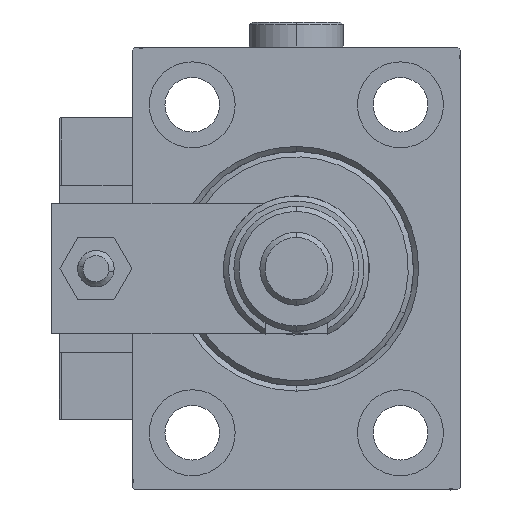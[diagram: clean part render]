
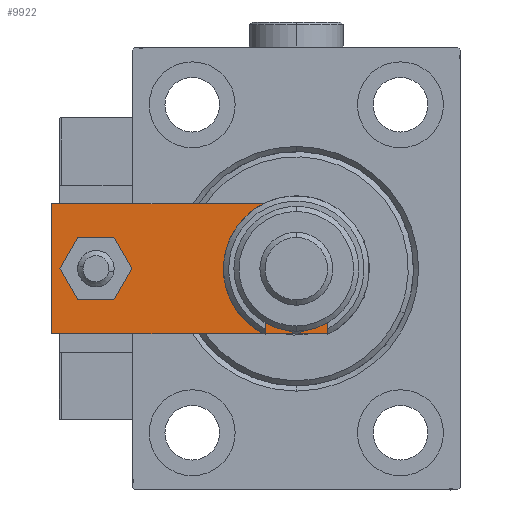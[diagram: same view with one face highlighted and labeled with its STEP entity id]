
A CAD part, left-side view. The second image highlights one B-rep face of the part: STEP entity #9922.
In plain terms, the highlighted face is planar.
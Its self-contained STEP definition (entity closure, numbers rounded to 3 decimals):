
#2960 = DIRECTION ( 'NONE',  ( 0., 0., 1. ) ) ;
#3055 = CARTESIAN_POINT ( 'NONE',  ( 5.5, 0., 6. ) ) ;
#4067 = CARTESIAN_POINT ( 'NONE',  ( -2.75, -2.75, 6. ) ) ;
#4472 = ORIENTED_EDGE ( 'NONE', *, *, #34315, .T. ) ;
#6372 = LINE ( 'NONE', #18489, #16791 ) ;
#6915 = VECTOR ( 'NONE', #12095, 1000. ) ;
#7852 = VERTEX_POINT ( 'NONE', #47204 ) ;
#7962 = CARTESIAN_POINT ( 'NONE',  ( -12.5, 60., 6. ) ) ;
#9193 = ORIENTED_EDGE ( 'NONE', *, *, #17278, .F. ) ;
#9922 = ADVANCED_FACE ( 'NONE', ( #40764, #31470, #19648 ), #28158, .T. ) ;
#10236 = DIRECTION ( 'NONE',  ( 0., 0., 1. ) ) ;
#10314 = AXIS2_PLACEMENT_3D ( 'NONE', #39966, #31206, #40227 ) ;
#10447 = CARTESIAN_POINT ( 'NONE',  ( -12.5, 7., 6. ) ) ;
#10910 = DIRECTION ( 'NONE',  ( 0., 0., 1. ) ) ;
#11042 = DIRECTION ( 'NONE',  ( 0.707, 0.707, 0. ) ) ;
#11349 = AXIS2_PLACEMENT_3D ( 'NONE', #16697, #2960, #45792 ) ;
#11469 = DIRECTION ( 'NONE',  ( 1., 0., 0. ) ) ;
#12095 = DIRECTION ( 'NONE',  ( 0., -1., 0. ) ) ;
#12261 = CIRCLE ( 'NONE', #11349, 4. ) ;
#12342 = CIRCLE ( 'NONE', #15858, 8.25 ) ;
#12473 = CARTESIAN_POINT ( 'NONE',  ( 12.5, 7., 6. ) ) ;
#12568 = CARTESIAN_POINT ( 'NONE',  ( -12.5, 0., 6. ) ) ;
#12818 = EDGE_CURVE ( 'NONE', #31209, #50032, #45049, .T. ) ;
#13516 = CARTESIAN_POINT ( 'NONE',  ( -12.5, 60., 6. ) ) ;
#13541 = EDGE_CURVE ( 'NONE', #50032, #43417, #20308, .T. ) ;
#13607 = ORIENTED_EDGE ( 'NONE', *, *, #17706, .F. ) ;
#13685 = VECTOR ( 'NONE', #11469, 1000. ) ;
#15858 = AXIS2_PLACEMENT_3D ( 'NONE', #32063, #10910, #27677 ) ;
#16575 = EDGE_LOOP ( 'NONE', ( #34694, #9193 ) ) ;
#16617 = AXIS2_PLACEMENT_3D ( 'NONE', #19536, #32176, #31103 ) ;
#16697 = CARTESIAN_POINT ( 'NONE',  ( 0., 51.5, 6. ) ) ;
#16725 = LINE ( 'NONE', #20586, #18291 ) ;
#16791 = VECTOR ( 'NONE', #11042, 1000. ) ;
#17278 = EDGE_CURVE ( 'NONE', #7852, #21446, #40278, .T. ) ;
#17706 = EDGE_CURVE ( 'NONE', #17916, #36404, #12261, .T. ) ;
#17916 = VERTEX_POINT ( 'NONE', #42744 ) ;
#18012 = LINE ( 'NONE', #42689, #47934 ) ;
#18291 = VECTOR ( 'NONE', #25253, 1000. ) ;
#18489 = CARTESIAN_POINT ( 'NONE',  ( 2.75, -2.75, 6. ) ) ;
#18493 = CARTESIAN_POINT ( 'NONE',  ( -5.5, 0., 6. ) ) ;
#19536 = CARTESIAN_POINT ( 'NONE',  ( 0., 13., 6. ) ) ;
#19631 = VERTEX_POINT ( 'NONE', #3055 ) ;
#19648 = FACE_BOUND ( 'NONE', #16575, .T. ) ;
#20308 = LINE ( 'NONE', #4067, #48039 ) ;
#20586 = CARTESIAN_POINT ( 'NONE',  ( 12.5, 60., 6. ) ) ;
#21414 = DIRECTION ( 'NONE',  ( 0.707, -0.707, 0. ) ) ;
#21446 = VERTEX_POINT ( 'NONE', #22437 ) ;
#22437 = CARTESIAN_POINT ( 'NONE',  ( -8.25, 13., 6. ) ) ;
#23690 = CARTESIAN_POINT ( 'NONE',  ( 0., 51.5, 6. ) ) ;
#25253 = DIRECTION ( 'NONE',  ( -1., 0., 0. ) ) ;
#25638 = ORIENTED_EDGE ( 'NONE', *, *, #35868, .T. ) ;
#27152 = ORIENTED_EDGE ( 'NONE', *, *, #48828, .T. ) ;
#27677 = DIRECTION ( 'NONE',  ( 1., 0., 0. ) ) ;
#28158 = PLANE ( 'NONE',  #10314 ) ;
#28205 = CARTESIAN_POINT ( 'NONE',  ( 12.5, 60., 6. ) ) ;
#29926 = AXIS2_PLACEMENT_3D ( 'NONE', #23690, #10236, #31940 ) ;
#30443 = EDGE_LOOP ( 'NONE', ( #13607, #50093 ) ) ;
#31103 = DIRECTION ( 'NONE',  ( 1., 0., 0. ) ) ;
#31206 = DIRECTION ( 'NONE',  ( 0., 0., 1. ) ) ;
#31209 = VERTEX_POINT ( 'NONE', #13516 ) ;
#31470 = FACE_OUTER_BOUND ( 'NONE', #43853, .T. ) ;
#31940 = DIRECTION ( 'NONE',  ( 1., 0., 0. ) ) ;
#32063 = CARTESIAN_POINT ( 'NONE',  ( 0., 13., 6. ) ) ;
#32176 = DIRECTION ( 'NONE',  ( 0., 0., 1. ) ) ;
#32224 = ORIENTED_EDGE ( 'NONE', *, *, #38798, .T. ) ;
#33446 = LINE ( 'NONE', #12568, #13685 ) ;
#33679 = DIRECTION ( 'NONE',  ( 0., 1., 0. ) ) ;
#34315 = EDGE_CURVE ( 'NONE', #43417, #19631, #33446, .T. ) ;
#34694 = ORIENTED_EDGE ( 'NONE', *, *, #48186, .F. ) ;
#35868 = EDGE_CURVE ( 'NONE', #42076, #48160, #18012, .T. ) ;
#36404 = VERTEX_POINT ( 'NONE', #50053 ) ;
#38798 = EDGE_CURVE ( 'NONE', #48160, #31209, #16725, .T. ) ;
#39966 = CARTESIAN_POINT ( 'NONE',  ( 0., 0., 6. ) ) ;
#40227 = DIRECTION ( 'NONE',  ( 1., 0., 0. ) ) ;
#40278 = CIRCLE ( 'NONE', #16617, 8.25 ) ;
#40764 = FACE_BOUND ( 'NONE', #30443, .T. ) ;
#42076 = VERTEX_POINT ( 'NONE', #12473 ) ;
#42689 = CARTESIAN_POINT ( 'NONE',  ( 12.5, 0., 6. ) ) ;
#42744 = CARTESIAN_POINT ( 'NONE',  ( -4., 51.5, 6. ) ) ;
#43417 = VERTEX_POINT ( 'NONE', #18493 ) ;
#43853 = EDGE_LOOP ( 'NONE', ( #46542, #52259, #4472, #27152, #25638, #32224 ) ) ;
#45049 = LINE ( 'NONE', #7962, #6915 ) ;
#45684 = CIRCLE ( 'NONE', #29926, 4. ) ;
#45792 = DIRECTION ( 'NONE',  ( 1., 0., 0. ) ) ;
#46542 = ORIENTED_EDGE ( 'NONE', *, *, #12818, .T. ) ;
#47204 = CARTESIAN_POINT ( 'NONE',  ( 8.25, 13., 6. ) ) ;
#47934 = VECTOR ( 'NONE', #33679, 1000. ) ;
#48039 = VECTOR ( 'NONE', #21414, 1000. ) ;
#48160 = VERTEX_POINT ( 'NONE', #28205 ) ;
#48186 = EDGE_CURVE ( 'NONE', #21446, #7852, #12342, .T. ) ;
#48728 = EDGE_CURVE ( 'NONE', #36404, #17916, #45684, .T. ) ;
#48828 = EDGE_CURVE ( 'NONE', #19631, #42076, #6372, .T. ) ;
#50032 = VERTEX_POINT ( 'NONE', #10447 ) ;
#50053 = CARTESIAN_POINT ( 'NONE',  ( 4., 51.5, 6. ) ) ;
#50093 = ORIENTED_EDGE ( 'NONE', *, *, #48728, .F. ) ;
#52259 = ORIENTED_EDGE ( 'NONE', *, *, #13541, .T. ) ;
